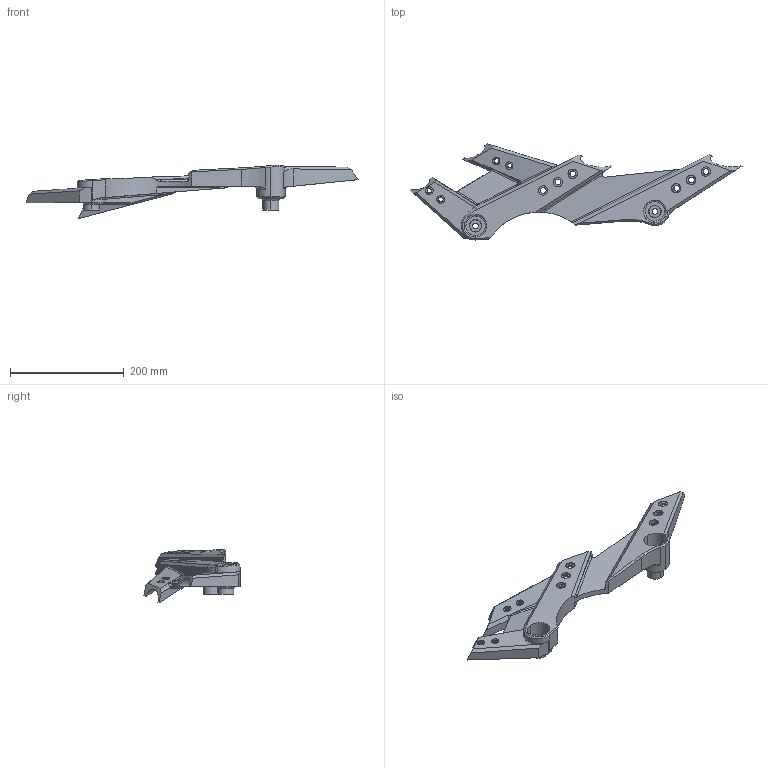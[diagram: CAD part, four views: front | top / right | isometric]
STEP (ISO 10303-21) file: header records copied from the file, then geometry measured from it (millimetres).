
FILE_DESCRIPTION (( 'STEP AP214' ), '1' );
FILE_NAME ('05 - frame plate, right - front.STEP', '2016-11-26T22:19:45', ( '' ), ( '' ), 'SwSTEP 2.0', 'SolidWorks 2014', '' );
FILE_SCHEMA (( 'AUTOMOTIVE_DESIGN' ));
Length unit declared in the file: millimetre
Products named in the file (1): 05 - frame plate, right - front
Bounding box: 585.01 x 169.27 x 94.02 mm (x, y, z)
Volume: 815306.9 mm3; surface area: 163399.6 mm2
Topology: 1 solids, 1 shells, 201 faces, 515 edges, 332 vertices
Faces by surface type: cylinder 91, plane 71, bspline 37, cone 2
Entity records: 11935 total; most frequent: CARTESIAN_POINT 5199, ORIENTED_EDGE 1030, DIRECTION 798, EDGE_CURVE 515, VERTEX_POINT 332, AXIS2_PLACEMENT_3D 285, EDGE_LOOP 241, VECTOR 228
